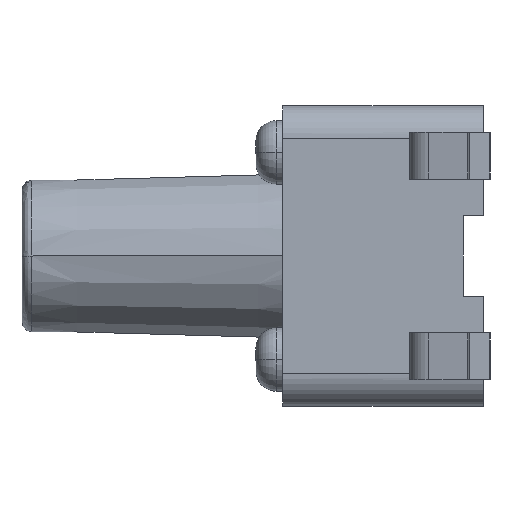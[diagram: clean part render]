
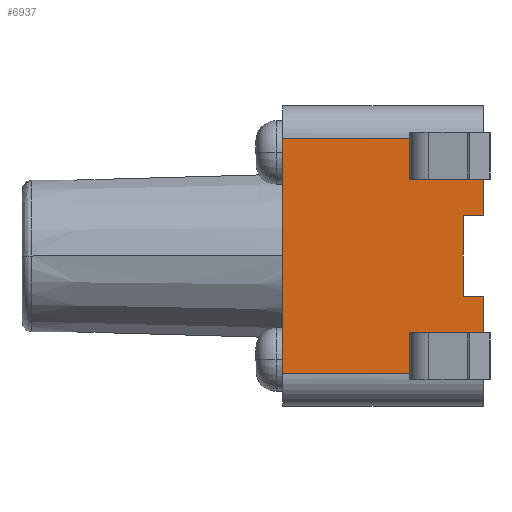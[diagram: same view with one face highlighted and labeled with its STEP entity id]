
A CAD part, left-side view. The second image highlights one B-rep face of the part: STEP entity #6937.
In plain terms, the highlighted planar face has unit normal (-1, 0, 0).
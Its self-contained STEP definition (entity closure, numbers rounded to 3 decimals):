
#88 = DIRECTION ( 'NONE',  ( 0., -1., 0. ) ) ;
#119 = CARTESIAN_POINT ( 'NONE',  ( -2.25, -1.925, 0. ) ) ;
#224 = VERTEX_POINT ( 'NONE', #1384 ) ;
#255 = CARTESIAN_POINT ( 'NONE',  ( -2.25, -1.925, 0. ) ) ;
#263 = VECTOR ( 'NONE', #766, 1000. ) ;
#306 = ORIENTED_EDGE ( 'NONE', *, *, #9496, .T. ) ;
#459 = DIRECTION ( 'NONE',  ( 0., -1., 0. ) ) ;
#469 = DIRECTION ( 'NONE',  ( 0., -1., 0. ) ) ;
#588 = VECTOR ( 'NONE', #469, 1000. ) ;
#766 = DIRECTION ( 'NONE',  ( 0., 0., 1. ) ) ;
#813 = VERTEX_POINT ( 'NONE', #4771 ) ;
#854 = CARTESIAN_POINT ( 'NONE',  ( -2.25, 0.6, -0.15 ) ) ;
#883 = VERTEX_POINT ( 'NONE', #1702 ) ;
#921 = LINE ( 'NONE', #119, #2746 ) ;
#1061 = DIRECTION ( 'NONE',  ( 0., -1., 0. ) ) ;
#1136 = EDGE_CURVE ( 'NONE', #224, #6046, #7809, .T. ) ;
#1299 = CARTESIAN_POINT ( 'NONE',  ( -2.25, -1.75, 1.1 ) ) ;
#1355 = CARTESIAN_POINT ( 'NONE',  ( -2.25, -1.925, -0.15 ) ) ;
#1384 = CARTESIAN_POINT ( 'NONE',  ( -2.25, -1.15, 1.1 ) ) ;
#1427 = ORIENTED_EDGE ( 'NONE', *, *, #3449, .T. ) ;
#1452 = AXIS2_PLACEMENT_3D ( 'NONE', #1355, #3046, #9247 ) ;
#1551 = VECTOR ( 'NONE', #6967, 1000. ) ;
#1644 = DIRECTION ( 'NONE',  ( 0., 0., 1. ) ) ;
#1702 = CARTESIAN_POINT ( 'NONE',  ( -2.25, 0.6, 0.3 ) ) ;
#1703 = CARTESIAN_POINT ( 'NONE',  ( -2.25, 1.15, 0.8 ) ) ;
#1760 = ORIENTED_EDGE ( 'NONE', *, *, #2500, .T. ) ;
#1828 = ORIENTED_EDGE ( 'NONE', *, *, #9380, .T. ) ;
#1901 = CARTESIAN_POINT ( 'NONE',  ( -2.25, -1.75, 0. ) ) ;
#1937 = CARTESIAN_POINT ( 'NONE',  ( -2.25, -0.6, 0.3 ) ) ;
#2028 = EDGE_CURVE ( 'NONE', #5491, #813, #3876, .T. ) ;
#2044 = DIRECTION ( 'NONE',  ( 0., 0., -1. ) ) ;
#2117 = FACE_OUTER_BOUND ( 'NONE', #4348, .T. ) ;
#2203 = CARTESIAN_POINT ( 'NONE',  ( -2.25, -1.925, 0.8 ) ) ;
#2259 = LINE ( 'NONE', #4164, #6211 ) ;
#2377 = CARTESIAN_POINT ( 'NONE',  ( -2.25, -1.75, -0.15 ) ) ;
#2500 = EDGE_CURVE ( 'NONE', #883, #8088, #8184, .T. ) ;
#2548 = VECTOR ( 'NONE', #1644, 1000. ) ;
#2602 = ORIENTED_EDGE ( 'NONE', *, *, #9839, .T. ) ;
#2649 = CARTESIAN_POINT ( 'NONE',  ( -2.25, -1.15, 0.8 ) ) ;
#2666 = VECTOR ( 'NONE', #4459, 1000. ) ;
#2699 = DIRECTION ( 'NONE',  ( 0., 1., 0. ) ) ;
#2708 = VERTEX_POINT ( 'NONE', #8717 ) ;
#2746 = VECTOR ( 'NONE', #88, 1000. ) ;
#2775 = EDGE_CURVE ( 'NONE', #3647, #5491, #2911, .T. ) ;
#2814 = LINE ( 'NONE', #854, #2548 ) ;
#2883 = CARTESIAN_POINT ( 'NONE',  ( -2.25, 1.15, -0.15 ) ) ;
#2911 = LINE ( 'NONE', #5031, #8535 ) ;
#2980 = EDGE_CURVE ( 'NONE', #9324, #6046, #6263, .T. ) ;
#3046 = DIRECTION ( 'NONE',  ( -1., 0., 0. ) ) ;
#3072 = CARTESIAN_POINT ( 'NONE',  ( -2.25, 1.75, 3. ) ) ;
#3082 = DIRECTION ( 'NONE',  ( 0., -1., 0. ) ) ;
#3113 = CARTESIAN_POINT ( 'NONE',  ( -2.25, 1.75, 1.1 ) ) ;
#3313 = VECTOR ( 'NONE', #459, 1000. ) ;
#3318 = CARTESIAN_POINT ( 'NONE',  ( -2.25, 1.75, -0.15 ) ) ;
#3319 = DIRECTION ( 'NONE',  ( 0., -1., 0. ) ) ;
#3329 = VERTEX_POINT ( 'NONE', #7530 ) ;
#3449 = EDGE_CURVE ( 'NONE', #9889, #9746, #5292, .T. ) ;
#3519 = CARTESIAN_POINT ( 'NONE',  ( -2.25, -1.925, 0.3 ) ) ;
#3641 = ORIENTED_EDGE ( 'NONE', *, *, #6274, .T. ) ;
#3647 = VERTEX_POINT ( 'NONE', #1703 ) ;
#3876 = LINE ( 'NONE', #8283, #6073 ) ;
#3914 = CARTESIAN_POINT ( 'NONE',  ( -2.25, 1.75, 0.8 ) ) ;
#4028 = LINE ( 'NONE', #2883, #2666 ) ;
#4164 = CARTESIAN_POINT ( 'NONE',  ( -2.25, -0.6, -0.15 ) ) ;
#4348 = EDGE_LOOP ( 'NONE', ( #7499, #4952, #6160, #5582, #2602, #1760, #1828, #7938, #4468, #3641, #8098, #7896, #4747, #7343, #306, #1427 ) ) ;
#4355 = EDGE_CURVE ( 'NONE', #3329, #6003, #5207, .T. ) ;
#4393 = LINE ( 'NONE', #10102, #263 ) ;
#4459 = DIRECTION ( 'NONE',  ( 0., 0., -1. ) ) ;
#4468 = ORIENTED_EDGE ( 'NONE', *, *, #4355, .F. ) ;
#4478 = LINE ( 'NONE', #9882, #588 ) ;
#4479 = PLANE ( 'NONE',  #1452 ) ;
#4635 = CARTESIAN_POINT ( 'NONE',  ( -2.25, 1.15, 1.1 ) ) ;
#4747 = ORIENTED_EDGE ( 'NONE', *, *, #2980, .F. ) ;
#4771 = CARTESIAN_POINT ( 'NONE',  ( -2.25, 1.75, 0. ) ) ;
#4952 = ORIENTED_EDGE ( 'NONE', *, *, #2775, .T. ) ;
#4979 = DIRECTION ( 'NONE',  ( 0., 0., -1. ) ) ;
#5031 = CARTESIAN_POINT ( 'NONE',  ( -2.25, -1.925, 0.8 ) ) ;
#5067 = VECTOR ( 'NONE', #8543, 1000. ) ;
#5207 = LINE ( 'NONE', #2377, #5067 ) ;
#5252 = DIRECTION ( 'NONE',  ( 0., 0., -1. ) ) ;
#5292 = LINE ( 'NONE', #6367, #5644 ) ;
#5491 = VERTEX_POINT ( 'NONE', #3914 ) ;
#5582 = ORIENTED_EDGE ( 'NONE', *, *, #9907, .T. ) ;
#5637 = CARTESIAN_POINT ( 'NONE',  ( -2.25, -1.925, 1.1 ) ) ;
#5644 = VECTOR ( 'NONE', #3082, 1000. ) ;
#5751 = VECTOR ( 'NONE', #1061, 1000. ) ;
#6003 = VERTEX_POINT ( 'NONE', #1901 ) ;
#6028 = CARTESIAN_POINT ( 'NONE',  ( -2.25, 0.6, 0. ) ) ;
#6046 = VERTEX_POINT ( 'NONE', #1299 ) ;
#6054 = EDGE_CURVE ( 'NONE', #9746, #3647, #4028, .T. ) ;
#6073 = VECTOR ( 'NONE', #2044, 1000. ) ;
#6160 = ORIENTED_EDGE ( 'NONE', *, *, #2028, .T. ) ;
#6163 = LINE ( 'NONE', #255, #8340 ) ;
#6211 = VECTOR ( 'NONE', #8821, 1000. ) ;
#6263 = LINE ( 'NONE', #7537, #6385 ) ;
#6274 = EDGE_CURVE ( 'NONE', #3329, #7533, #8652, .T. ) ;
#6367 = CARTESIAN_POINT ( 'NONE',  ( -2.25, -1.925, 1.1 ) ) ;
#6385 = VECTOR ( 'NONE', #5252, 1000. ) ;
#6921 = LINE ( 'NONE', #3318, #7634 ) ;
#6937 = ADVANCED_FACE ( 'NONE', ( #2117 ), #4479, .T. ) ;
#6967 = DIRECTION ( 'NONE',  ( 0., 1., 0. ) ) ;
#7104 = VERTEX_POINT ( 'NONE', #6028 ) ;
#7343 = ORIENTED_EDGE ( 'NONE', *, *, #9525, .F. ) ;
#7499 = ORIENTED_EDGE ( 'NONE', *, *, #6054, .T. ) ;
#7530 = CARTESIAN_POINT ( 'NONE',  ( -2.25, -1.75, 0.8 ) ) ;
#7533 = VERTEX_POINT ( 'NONE', #2649 ) ;
#7537 = CARTESIAN_POINT ( 'NONE',  ( -2.25, -1.75, -0.15 ) ) ;
#7634 = VECTOR ( 'NONE', #4979, 1000. ) ;
#7800 = VERTEX_POINT ( 'NONE', #3072 ) ;
#7809 = LINE ( 'NONE', #5637, #5751 ) ;
#7896 = ORIENTED_EDGE ( 'NONE', *, *, #1136, .T. ) ;
#7900 = CARTESIAN_POINT ( 'NONE',  ( -2.25, -1.75, 3. ) ) ;
#7938 = ORIENTED_EDGE ( 'NONE', *, *, #9796, .T. ) ;
#8088 = VERTEX_POINT ( 'NONE', #1937 ) ;
#8098 = ORIENTED_EDGE ( 'NONE', *, *, #8666, .T. ) ;
#8184 = LINE ( 'NONE', #3519, #3313 ) ;
#8283 = CARTESIAN_POINT ( 'NONE',  ( -2.25, 1.75, -0.15 ) ) ;
#8340 = VECTOR ( 'NONE', #3319, 1000. ) ;
#8535 = VECTOR ( 'NONE', #2699, 1000. ) ;
#8543 = DIRECTION ( 'NONE',  ( 0., 0., -1. ) ) ;
#8652 = LINE ( 'NONE', #2203, #1551 ) ;
#8666 = EDGE_CURVE ( 'NONE', #7533, #224, #4393, .T. ) ;
#8717 = CARTESIAN_POINT ( 'NONE',  ( -2.25, -0.6, 0. ) ) ;
#8821 = DIRECTION ( 'NONE',  ( 0., 0., -1. ) ) ;
#9247 = DIRECTION ( 'NONE',  ( 0., 0., 1. ) ) ;
#9324 = VERTEX_POINT ( 'NONE', #7900 ) ;
#9380 = EDGE_CURVE ( 'NONE', #8088, #2708, #2259, .T. ) ;
#9496 = EDGE_CURVE ( 'NONE', #7800, #9889, #6921, .T. ) ;
#9525 = EDGE_CURVE ( 'NONE', #7800, #9324, #4478, .T. ) ;
#9746 = VERTEX_POINT ( 'NONE', #4635 ) ;
#9796 = EDGE_CURVE ( 'NONE', #2708, #6003, #921, .T. ) ;
#9839 = EDGE_CURVE ( 'NONE', #7104, #883, #2814, .T. ) ;
#9882 = CARTESIAN_POINT ( 'NONE',  ( -2.25, 2.475, 3. ) ) ;
#9889 = VERTEX_POINT ( 'NONE', #3113 ) ;
#9907 = EDGE_CURVE ( 'NONE', #813, #7104, #6163, .T. ) ;
#10102 = CARTESIAN_POINT ( 'NONE',  ( -2.25, -1.15, -0.15 ) ) ;
